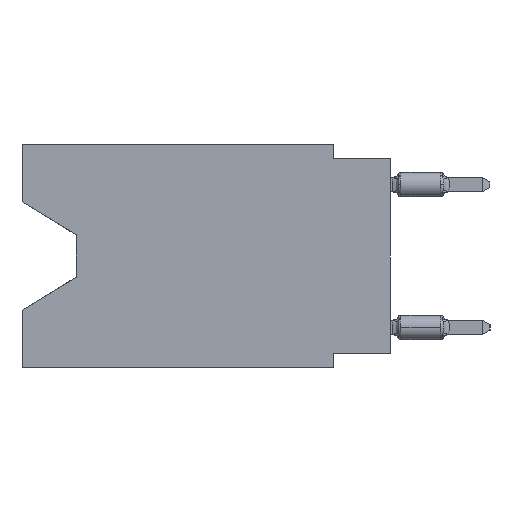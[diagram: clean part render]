
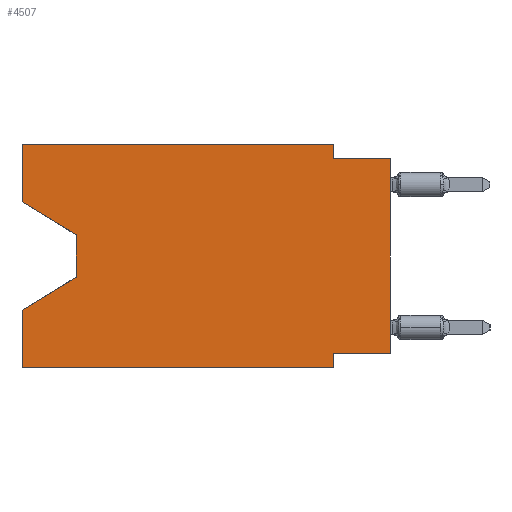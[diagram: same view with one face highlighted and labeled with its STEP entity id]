
A CAD part, left-side view. The second image highlights one B-rep face of the part: STEP entity #4507.
In plain terms, the highlighted planar face has unit normal (-1, 0, 0).
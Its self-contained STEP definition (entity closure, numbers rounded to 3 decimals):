
#90 = DIRECTION ( 'NONE',  ( 0., 0., -1. ) ) ;
#151 = FACE_OUTER_BOUND ( 'NONE', #2804, .T. ) ;
#165 = LINE ( 'NONE', #11057, #3871 ) ;
#467 = CARTESIAN_POINT ( 'NONE',  ( 0., 16.383, -9.906 ) ) ;
#650 = DIRECTION ( 'NONE',  ( 0., 0., 1. ) ) ;
#1225 = VERTEX_POINT ( 'NONE', #9386 ) ;
#1284 = CARTESIAN_POINT ( 'NONE',  ( 0., 16.383, -2.546 ) ) ;
#1576 = CARTESIAN_POINT ( 'NONE',  ( 0., 2.54, -0.635 ) ) ;
#1582 = CARTESIAN_POINT ( 'NONE',  ( 0., 0., -9.271 ) ) ;
#1595 = VERTEX_POINT ( 'NONE', #4284 ) ;
#2232 = DIRECTION ( 'NONE',  ( 0., -0.855, -0.519 ) ) ;
#2412 = VERTEX_POINT ( 'NONE', #13169 ) ;
#2422 = VERTEX_POINT ( 'NONE', #18688 ) ;
#2465 = EDGE_CURVE ( 'NONE', #2422, #15875, #12935, .T. ) ;
#2514 = CARTESIAN_POINT ( 'NONE',  ( 0., 16.383, 0. ) ) ;
#2804 = EDGE_LOOP ( 'NONE', ( #14236, #3864, #23249, #4352, #22700, #15106, #5331, #5706, #10587, #15460, #20579, #2924 ) ) ;
#2924 = ORIENTED_EDGE ( 'NONE', *, *, #13539, .F. ) ;
#2965 = CARTESIAN_POINT ( 'NONE',  ( 0., 13.97, -5.893 ) ) ;
#3864 = ORIENTED_EDGE ( 'NONE', *, *, #11004, .T. ) ;
#3871 = VECTOR ( 'NONE', #22539, 1000. ) ;
#4284 = CARTESIAN_POINT ( 'NONE',  ( 0., 13.97, -5.893 ) ) ;
#4352 = ORIENTED_EDGE ( 'NONE', *, *, #11696, .F. ) ;
#4507 = ADVANCED_FACE ( 'NONE', ( #151 ), #5406, .F. ) ;
#4964 = VERTEX_POINT ( 'NONE', #16357 ) ;
#5077 = DIRECTION ( 'NONE',  ( 0., -1., 0. ) ) ;
#5331 = ORIENTED_EDGE ( 'NONE', *, *, #21751, .F. ) ;
#5406 = PLANE ( 'NONE',  #14039 ) ;
#5447 = LINE ( 'NONE', #18670, #12536 ) ;
#5706 = ORIENTED_EDGE ( 'NONE', *, *, #10624, .T. ) ;
#5795 = LINE ( 'NONE', #7529, #11311 ) ;
#5858 = VECTOR ( 'NONE', #5077, 1000. ) ;
#6129 = VERTEX_POINT ( 'NONE', #10991 ) ;
#6245 = CARTESIAN_POINT ( 'NONE',  ( 0., 13.97, -4.013 ) ) ;
#6339 = VECTOR ( 'NONE', #9858, 1000. ) ;
#6455 = LINE ( 'NONE', #11845, #7192 ) ;
#6797 = VECTOR ( 'NONE', #650, 1000. ) ;
#7109 = CARTESIAN_POINT ( 'NONE',  ( 0., 2.54, -9.271 ) ) ;
#7192 = VECTOR ( 'NONE', #8160, 1000. ) ;
#7529 = CARTESIAN_POINT ( 'NONE',  ( 0., 16.383, 0. ) ) ;
#8160 = DIRECTION ( 'NONE',  ( 0., 0., -1. ) ) ;
#8366 = CARTESIAN_POINT ( 'NONE',  ( 0., 16.383, -9.906 ) ) ;
#8502 = VECTOR ( 'NONE', #90, 1000. ) ;
#8612 = EDGE_CURVE ( 'NONE', #15519, #22418, #6455, .T. ) ;
#9086 = CARTESIAN_POINT ( 'NONE',  ( 0., 16.383, 0. ) ) ;
#9236 = DIRECTION ( 'NONE',  ( 0., 0., 1. ) ) ;
#9386 = CARTESIAN_POINT ( 'NONE',  ( 0., 13.97, -4.013 ) ) ;
#9536 = LINE ( 'NONE', #467, #17198 ) ;
#9710 = CARTESIAN_POINT ( 'NONE',  ( 0., 0., 0. ) ) ;
#9858 = DIRECTION ( 'NONE',  ( 0., -1., 0. ) ) ;
#10587 = ORIENTED_EDGE ( 'NONE', *, *, #17563, .F. ) ;
#10624 = EDGE_CURVE ( 'NONE', #12214, #2412, #15342, .T. ) ;
#10666 = LINE ( 'NONE', #2965, #19960 ) ;
#10991 = CARTESIAN_POINT ( 'NONE',  ( 0., 16.383, -7.36 ) ) ;
#11004 = EDGE_CURVE ( 'NONE', #1225, #1595, #13355, .T. ) ;
#11057 = CARTESIAN_POINT ( 'NONE',  ( 0., 0., -9.271 ) ) ;
#11158 = DIRECTION ( 'NONE',  ( 0., 0., -1. ) ) ;
#11311 = VECTOR ( 'NONE', #9236, 1000. ) ;
#11696 = EDGE_CURVE ( 'NONE', #12579, #6129, #5795, .T. ) ;
#11845 = CARTESIAN_POINT ( 'NONE',  ( 0., 2.54, -9.906 ) ) ;
#11893 = VECTOR ( 'NONE', #19234, 1000. ) ;
#12214 = VERTEX_POINT ( 'NONE', #1582 ) ;
#12476 = VECTOR ( 'NONE', #2232, 1000. ) ;
#12536 = VECTOR ( 'NONE', #12913, 1000. ) ;
#12579 = VERTEX_POINT ( 'NONE', #8366 ) ;
#12913 = DIRECTION ( 'NONE',  ( 0., 0., 1. ) ) ;
#12935 = LINE ( 'NONE', #20767, #8502 ) ;
#12999 = DIRECTION ( 'NONE',  ( 1., 0., 0. ) ) ;
#13169 = CARTESIAN_POINT ( 'NONE',  ( 0., 0., -0.635 ) ) ;
#13355 = LINE ( 'NONE', #6245, #11893 ) ;
#13539 = EDGE_CURVE ( 'NONE', #16231, #4964, #5447, .T. ) ;
#14039 = AXIS2_PLACEMENT_3D ( 'NONE', #9086, #12999, #11158 ) ;
#14236 = ORIENTED_EDGE ( 'NONE', *, *, #20833, .T. ) ;
#14743 = EDGE_CURVE ( 'NONE', #4964, #2422, #23188, .T. ) ;
#15106 = ORIENTED_EDGE ( 'NONE', *, *, #8612, .F. ) ;
#15271 = DIRECTION ( 'NONE',  ( 0., -1., 0. ) ) ;
#15342 = LINE ( 'NONE', #9710, #6797 ) ;
#15421 = CARTESIAN_POINT ( 'NONE',  ( 0., 2.54, -9.906 ) ) ;
#15460 = ORIENTED_EDGE ( 'NONE', *, *, #2465, .F. ) ;
#15519 = VERTEX_POINT ( 'NONE', #7109 ) ;
#15875 = VERTEX_POINT ( 'NONE', #1576 ) ;
#16205 = LINE ( 'NONE', #23670, #5858 ) ;
#16231 = VERTEX_POINT ( 'NONE', #1284 ) ;
#16357 = CARTESIAN_POINT ( 'NONE',  ( 0., 16.383, 0. ) ) ;
#17198 = VECTOR ( 'NONE', #15271, 1000. ) ;
#17285 = CARTESIAN_POINT ( 'NONE',  ( 0., 16.383, -2.546 ) ) ;
#17563 = EDGE_CURVE ( 'NONE', #15875, #2412, #16205, .T. ) ;
#18670 = CARTESIAN_POINT ( 'NONE',  ( 0., 16.383, 0. ) ) ;
#18688 = CARTESIAN_POINT ( 'NONE',  ( 0., 2.54, 0. ) ) ;
#19234 = DIRECTION ( 'NONE',  ( 0., 0., -1. ) ) ;
#19960 = VECTOR ( 'NONE', #23385, 1000. ) ;
#20579 = ORIENTED_EDGE ( 'NONE', *, *, #14743, .F. ) ;
#20767 = CARTESIAN_POINT ( 'NONE',  ( 0., 2.54, 0. ) ) ;
#20833 = EDGE_CURVE ( 'NONE', #16231, #1225, #20841, .T. ) ;
#20841 = LINE ( 'NONE', #17285, #12476 ) ;
#21751 = EDGE_CURVE ( 'NONE', #12214, #15519, #165, .T. ) ;
#22418 = VERTEX_POINT ( 'NONE', #15421 ) ;
#22539 = DIRECTION ( 'NONE',  ( 0., 1., 0. ) ) ;
#22700 = ORIENTED_EDGE ( 'NONE', *, *, #22780, .T. ) ;
#22780 = EDGE_CURVE ( 'NONE', #12579, #22418, #9536, .T. ) ;
#23188 = LINE ( 'NONE', #2514, #6339 ) ;
#23249 = ORIENTED_EDGE ( 'NONE', *, *, #23360, .T. ) ;
#23360 = EDGE_CURVE ( 'NONE', #1595, #6129, #10666, .T. ) ;
#23385 = DIRECTION ( 'NONE',  ( 0., 0.855, -0.519 ) ) ;
#23670 = CARTESIAN_POINT ( 'NONE',  ( 0., 0., -0.635 ) ) ;
